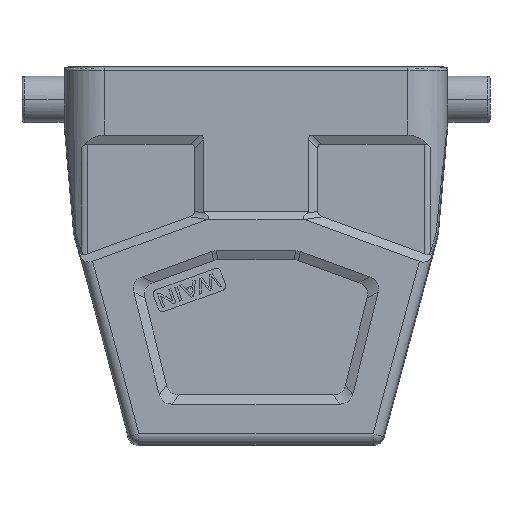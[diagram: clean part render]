
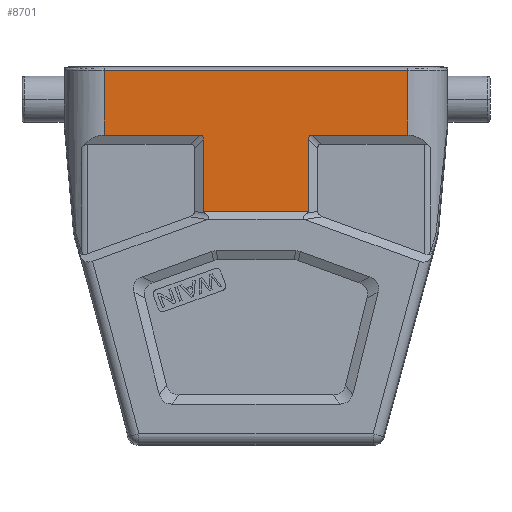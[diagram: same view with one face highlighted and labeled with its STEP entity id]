
A CAD part, front view. The second image highlights one B-rep face of the part: STEP entity #8701.
In plain terms, the highlighted planar face has unit normal (0, -1, 0).
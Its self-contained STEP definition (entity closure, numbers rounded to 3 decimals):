
#420=CARTESIAN_POINT('',(28.878,-21.5,
-0.783));
#446=CARTESIAN_POINT('',(28.878,-21.5,-13.));
#448=DIRECTION('',(0.,0.,1.));
#449=VECTOR('',#448,12.217);
#450=CARTESIAN_POINT('',(28.878,-21.5,-13.));
#451=LINE('',#450,#449);
#462=DIRECTION('',(-1.,0.,0.));
#463=VECTOR('',#462,57.755);
#464=CARTESIAN_POINT('',(28.878,-21.5,
-0.783));
#465=LINE('',#464,#463);
#470=DIRECTION('',(-1.,0.,0.));
#471=VECTOR('',#470,20.);
#472=CARTESIAN_POINT('',(10.,-21.5,-27.456));
#473=LINE('',#472,#471);
#484=DIRECTION('',(1.,0.,0.));
#485=VECTOR('',#484,18.128);
#486=CARTESIAN_POINT('',(10.75,-21.5,-13.));
#487=LINE('',#486,#485);
#748=DIRECTION('',(0.,0.,-1.));
#749=VECTOR('',#748,12.217);
#750=CARTESIAN_POINT('',(-28.878,-21.5,
-0.783));
#751=LINE('',#750,#749);
#5717=DIRECTION('',(1.,0.,0.));
#5718=VECTOR('',#5717,18.128);
#5719=CARTESIAN_POINT('',(-28.878,-21.5,-13.));
#5720=LINE('',#5719,#5718);
#5731=CARTESIAN_POINT('',(-10.75,-21.5,-13.));
#5732=CARTESIAN_POINT('',(-10.5,-21.5,-13.));
#5733=CARTESIAN_POINT('',(-10.138,-21.5,-13.138));
#5734=CARTESIAN_POINT('',(-10.,-21.5,-13.5));
#5735=CARTESIAN_POINT('',(-10.,-21.5,-13.75));
#5749=DIRECTION('',(0.,0.,-1.));
#5750=VECTOR('',#5749,13.706);
#5751=CARTESIAN_POINT('',(-10.,-21.5,-13.75));
#5752=LINE('',#5751,#5750);
#5753=DIRECTION('',(0.,0.,1.));
#5754=VECTOR('',#5753,13.706);
#5755=CARTESIAN_POINT('',(10.,-21.5,-27.456));
#5756=LINE('',#5755,#5754);
#5775=CARTESIAN_POINT('',(10.,-21.5,-13.75));
#5776=CARTESIAN_POINT('',(10.,-21.5,-13.5));
#5777=CARTESIAN_POINT('',(10.138,-21.5,-13.138));
#5778=CARTESIAN_POINT('',(10.5,-21.5,-13.));
#5779=CARTESIAN_POINT('',(10.75,-21.5,-13.));
#7018=VERTEX_POINT('',#420);
#7024=VERTEX_POINT('',#446);
#7028=CARTESIAN_POINT('',(-28.878,-21.5,
-0.783));
#7029=VERTEX_POINT('',#7028);
#7032=CARTESIAN_POINT('',(10.75,-21.5,-13.));
#7033=VERTEX_POINT('',#7032);
#7034=VERTEX_POINT('',#5775);
#7035=CARTESIAN_POINT('',(10.,-21.5,-27.456));
#7036=VERTEX_POINT('',#7035);
#7037=CARTESIAN_POINT('',(-10.,-21.5,-27.456));
#7038=VERTEX_POINT('',#7037);
#7039=CARTESIAN_POINT('',(-10.,-21.5,-13.75));
#7040=VERTEX_POINT('',#7039);
#7041=VERTEX_POINT('',#5731);
#7042=CARTESIAN_POINT('',(-28.878,-21.5,-13.));
#7043=VERTEX_POINT('',#7042);
#8676=CARTESIAN_POINT('',(0.,-21.5,0.));
#8677=DIRECTION('',(0.,1.,0.));
#8678=DIRECTION('',(-1.,0.,0.));
#8679=AXIS2_PLACEMENT_3D('',#8676,#8677,#8678);
#8680=PLANE('',#8679);
#8681=ORIENTED_EDGE('',*,*,#8666,.F.);
#8682=ORIENTED_EDGE('',*,*,#8641,.F.);
#8684=ORIENTED_EDGE('',*,*,#8683,.F.);
#8686=ORIENTED_EDGE('',*,*,#8685,.F.);
#8688=ORIENTED_EDGE('',*,*,#8687,.F.);
#8690=ORIENTED_EDGE('',*,*,#8689,.T.);
#8692=ORIENTED_EDGE('',*,*,#8691,.F.);
#8694=ORIENTED_EDGE('',*,*,#8693,.F.);
#8696=ORIENTED_EDGE('',*,*,#8695,.F.);
#8698=ORIENTED_EDGE('',*,*,#8697,.F.);
#8699=EDGE_LOOP('',(#8681,#8682,#8684,#8686,#8688,#8690,#8692,#8694,#8696,
#8698));
#8700=FACE_OUTER_BOUND('',#8699,.F.);
#5736=B_SPLINE_CURVE_WITH_KNOTS('',3,(#5731,#5732,#5733,#5734,#5735),
.UNSPECIFIED.,.F.,.F.,(4,1,4),(0.,0.5,1.),.UNSPECIFIED.);
#5780=B_SPLINE_CURVE_WITH_KNOTS('',3,(#5775,#5776,#5777,#5778,#5779),
.UNSPECIFIED.,.F.,.F.,(4,1,4),(0.,0.5,1.),.UNSPECIFIED.);
#8641=EDGE_CURVE('',#7024,#7018,#451,.T.);
#8666=EDGE_CURVE('',#7018,#7029,#465,.T.);
#8683=EDGE_CURVE('',#7033,#7024,#487,.T.);
#8685=EDGE_CURVE('',#7034,#7033,#5780,.T.);
#8687=EDGE_CURVE('',#7036,#7034,#5756,.T.);
#8689=EDGE_CURVE('',#7036,#7038,#473,.T.);
#8691=EDGE_CURVE('',#7040,#7038,#5752,.T.);
#8693=EDGE_CURVE('',#7041,#7040,#5736,.T.);
#8695=EDGE_CURVE('',#7043,#7041,#5720,.T.);
#8697=EDGE_CURVE('',#7029,#7043,#751,.T.);
#8701=ADVANCED_FACE('',(#8700),#8680,.F.);
